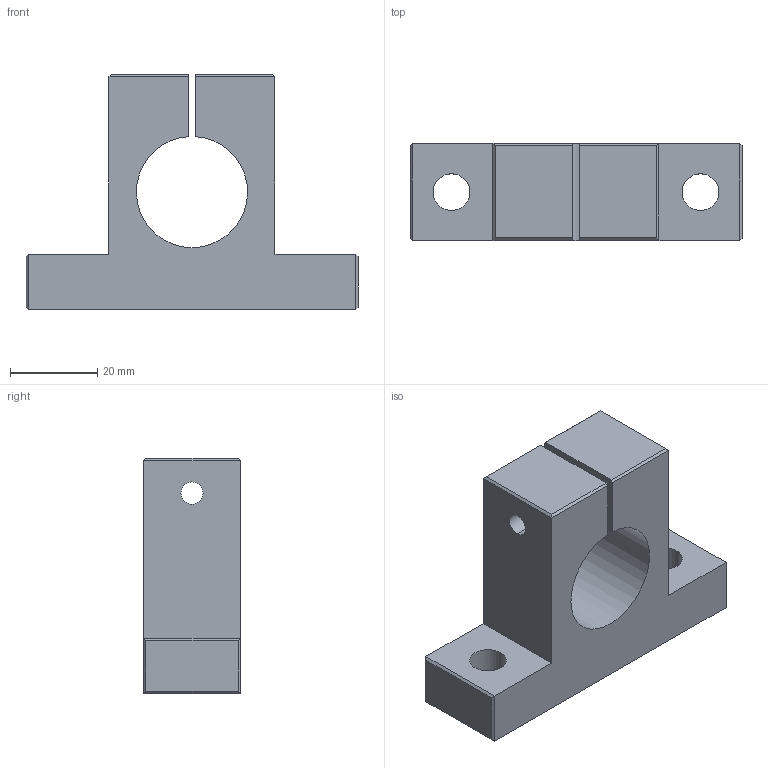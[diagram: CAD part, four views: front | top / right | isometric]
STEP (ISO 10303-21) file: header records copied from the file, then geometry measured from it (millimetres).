
FILE_DESCRIPTION((''),'2;1');
FILE_NAME('15AC8802.stp','2015-07-20T11:09:00',(''),(''),'Mechanical Desktop 2011','Mechanical Desktop 2011',', , ');
FILE_SCHEMA(('AUTOMOTIVE_DESIGN { 1 2 10303 214 1 1 1 1 }'));
Length unit declared in the file: inch
Products named in the file (1): Product
Bounding box: 76.2 x 22.23 x 53.98 mm (x, y, z)
Volume: 41702.7 mm3; surface area: 13166.1 mm2
Topology: 1 solids, 1 shells, 39 faces, 96 edges, 60 vertices
Faces by surface type: plane 28, cylinder 11
Entity records: 1199 total; most frequent: DIRECTION 198, CARTESIAN_POINT 196, ORIENTED_EDGE 192, EDGE_CURVE 96, VECTOR 74, LINE 74, AXIS2_PLACEMENT_3D 62, VERTEX_POINT 60
